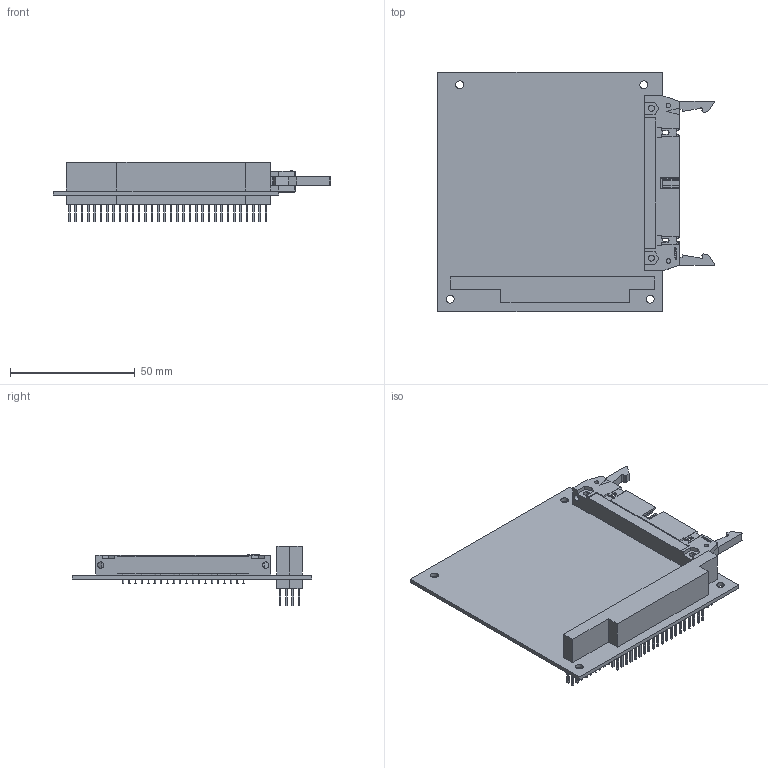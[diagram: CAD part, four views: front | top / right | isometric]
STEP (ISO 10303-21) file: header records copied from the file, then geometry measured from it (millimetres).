
FILE_DESCRIPTION (( 'STEP AP214' ), '1' );
FILE_NAME ('518.STEP', '2016-09-08T21:00:51', ( '' ), ( '' ), 'SwSTEP 2.0', 'SolidWorks 2012', '' );
FILE_SCHEMA (( 'AUTOMOTIVE_DESIGN' ));
Length unit declared in the file: inch
Products named in the file (4): HDR40RE; HDR PC104; 518
Assembly tree (3 placements, depth 2):
  518
    518
    HDR PC104
    HDR40RE
Bounding box: 110.86 x 95.89 x 23.62 mm (x, y, z)
Volume: 29555.8 mm3; surface area: 31609.7 mm2
Topology: 3 solids, 3 shells, 1555 faces, 4086 edges, 2720 vertices
Faces by surface type: plane 1422, cylinder 131, bspline 2
Entity records: 59618 total; most frequent: CARTESIAN_POINT 8432, ORIENTED_EDGE 8172, DIRECTION 7483, EDGE_CURVE 4086, LINE 3793, VECTOR 3793, VERTEX_POINT 2720, EDGE_LOOP 1980
